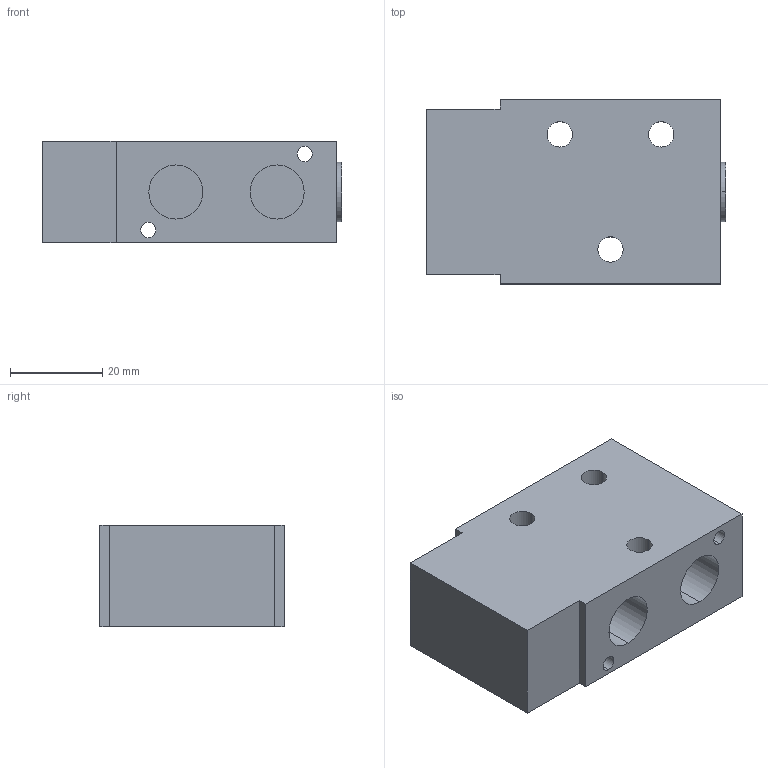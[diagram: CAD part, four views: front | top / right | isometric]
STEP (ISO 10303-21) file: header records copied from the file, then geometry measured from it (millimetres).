
FILE_DESCRIPTION (( 'STEP AP203' ), '1' );
FILE_NAME ('P.311.701.GTT.STEP', '2018-11-22T14:41:33', ( '' ), ( '' ), 'SwSTEP 2.0', 'SolidWorks 2013', '' );
FILE_SCHEMA (( 'CONFIG_CONTROL_DESIGN' ));
Length unit declared in the file: millimetre
Products named in the file (1): P.311.701.GTT
Bounding box: 65 x 40 x 22 mm (x, y, z)
Volume: 48293.2 mm3; surface area: 13233.7 mm2
Topology: 2 solids, 2 shells, 39 faces, 90 edges, 60 vertices
Faces by surface type: cylinder 22, plane 17
Entity records: 1223 total; most frequent: DIRECTION 214, CARTESIAN_POINT 190, ORIENTED_EDGE 180, EDGE_CURVE 90, AXIS2_PLACEMENT_3D 84, VERTEX_POINT 60, EDGE_LOOP 54, VECTOR 46
